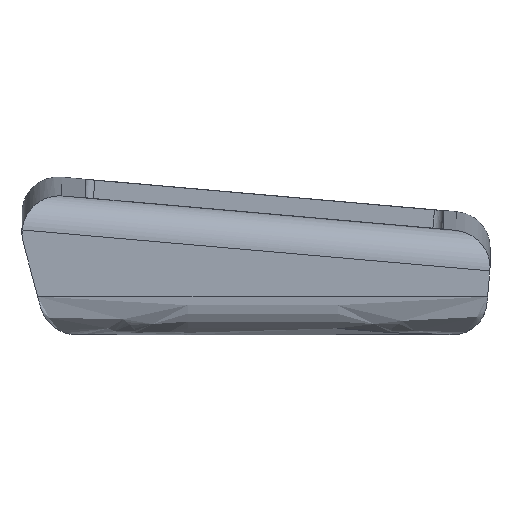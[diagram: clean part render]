
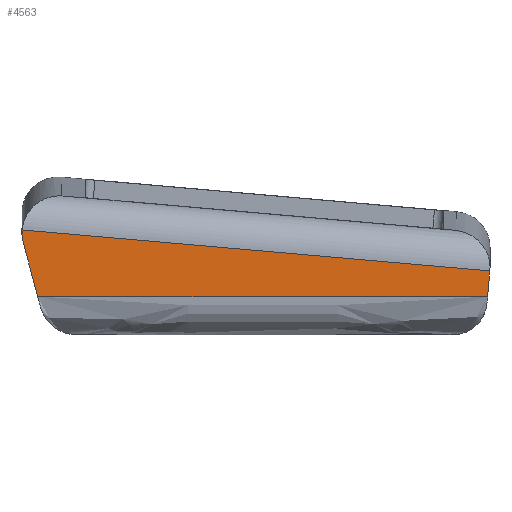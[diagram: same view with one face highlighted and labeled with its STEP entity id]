
A CAD part, left-side view. The second image highlights one B-rep face of the part: STEP entity #4563.
In plain terms, the highlighted planar face has unit normal (-1, 0, -0.018).
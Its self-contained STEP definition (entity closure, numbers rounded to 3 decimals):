
#109=CIRCLE('',#4809,8.);
#287=B_SPLINE_CURVE_WITH_KNOTS('',3,(#9899,#9900,#9901,#9902),
 .UNSPECIFIED.,.F.,.F.,(4,4),(-0.074,9.722),
 .UNSPECIFIED.);
#439=PLANE('',#4817);
#701=FACE_OUTER_BOUND('',#1002,.T.);
#1002=EDGE_LOOP('',(#4227,#4228,#4229,#4230,#4231));
#1294=LINE('',#9634,#1630);
#1334=LINE('',#9977,#1670);
#1338=LINE('',#9985,#1674);
#1630=VECTOR('',#5513,10.);
#1670=VECTOR('',#5645,10.);
#1674=VECTOR('',#5655,10.);
#2206=VERTEX_POINT('',#9628);
#2207=VERTEX_POINT('',#9633);
#2236=VERTEX_POINT('',#9898);
#2240=VERTEX_POINT('',#9964);
#2244=VERTEX_POINT('',#9976);
#2834=EDGE_CURVE('',#2206,#2207,#1294,.T.);
#2889=EDGE_CURVE('',#2236,#2206,#287,.T.);
#2899=EDGE_CURVE('',#2207,#2240,#109,.T.);
#2902=EDGE_CURVE('',#2240,#2244,#1334,.T.);
#2907=EDGE_CURVE('',#2236,#2244,#1338,.T.);
#4227=ORIENTED_EDGE('',*,*,#2889,.F.);
#4228=ORIENTED_EDGE('',*,*,#2907,.T.);
#4229=ORIENTED_EDGE('',*,*,#2902,.F.);
#4230=ORIENTED_EDGE('',*,*,#2899,.F.);
#4231=ORIENTED_EDGE('',*,*,#2834,.F.);
#4563=ADVANCED_FACE('',(#701),#439,.T.);
#4809=AXIS2_PLACEMENT_3D('',#9970,#5636,#5637);
#4817=AXIS2_PLACEMENT_3D('',#9987,#5658,#5659);
#5513=DIRECTION('',(-0.017,0.259,0.966));
#5636=DIRECTION('center_axis',(1.,0.,0.017));
#5637=DIRECTION('ref_axis',(-0.011,0.766,0.643));
#5645=DIRECTION('',(0.002,-0.996,-0.087));
#5655=DIRECTION('',(-0.017,-0.087,0.996));
#5658=DIRECTION('center_axis',(-1.,0.,-0.017));
#5659=DIRECTION('ref_axis',(0.002,-0.996,-0.087));
#9628=CARTESIAN_POINT('',(-125.148,47.408,6.361));
#9633=CARTESIAN_POINT('',(-125.353,50.552,18.093));
#9634=CARTESIAN_POINT('',(-125.192,48.074,8.849));
#9898=CARTESIAN_POINT('',(-125.148,-50.557,6.361));
#9899=CARTESIAN_POINT('Ctrl Pts',(-125.148,-50.557,6.361));
#9900=CARTESIAN_POINT('Ctrl Pts',(-125.148,-17.893,6.361));
#9901=CARTESIAN_POINT('Ctrl Pts',(-125.148,14.744,6.361));
#9902=CARTESIAN_POINT('Ctrl Pts',(-125.148,47.408,6.361));
#9964=CARTESIAN_POINT('',(-125.401,50.794,20.861));
#9970=CARTESIAN_POINT('Origin',(-125.389,42.824,20.164));
#9976=CARTESIAN_POINT('',(-125.246,-51.046,11.952));
#9977=CARTESIAN_POINT('',(-125.36,23.669,18.488));
#9985=CARTESIAN_POINT('',(-125.037,-50.,0.));
#9987=CARTESIAN_POINT('Origin',(-125.189,49.619,8.714));
